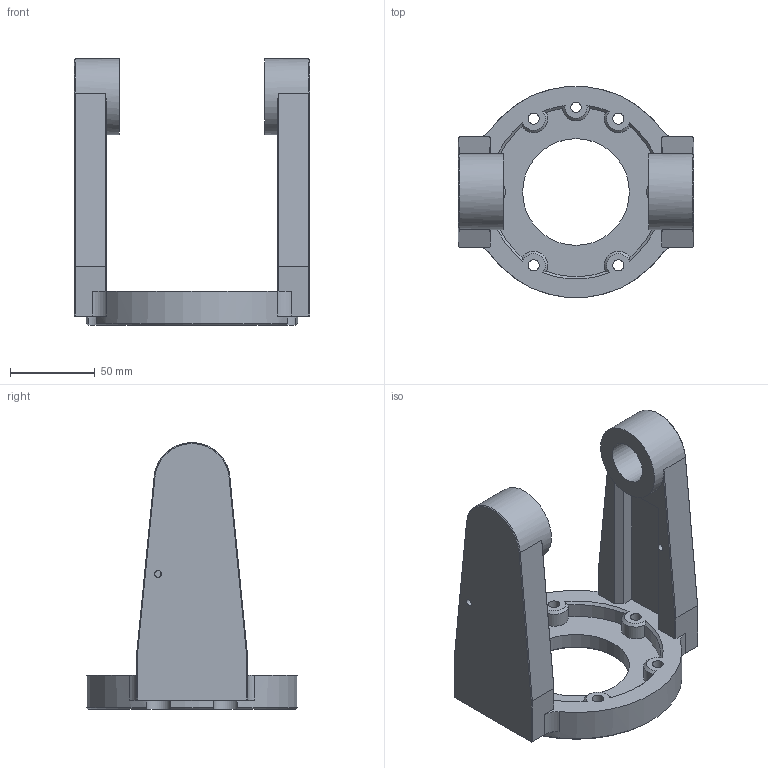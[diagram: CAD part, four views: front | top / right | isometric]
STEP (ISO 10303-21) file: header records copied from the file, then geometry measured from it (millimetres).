
FILE_DESCRIPTION(/* description */ (''),/* implementation_level */ '2;1');
FILE_NAME(/* name */ 'Flansch.STEP',/* time_stamp */ '2020-11-23T19:51:48+01:00',/* author */ ('SUSTRVOJ'),/* organization */ (''),/* preprocessor_version */ 'ST-DEVELOPER v17.2',/* originating_system */ 'Autodesk Inventor 2019',/* authorisation */ '');
FILE_SCHEMA (('AUTOMOTIVE_DESIGN { 1 0 10303 214 3 1 1 }'));
Length unit declared in the file: millimetre
Products named in the file (1): Flansch
Bounding box: 139 x 124.54 x 157.5 mm (x, y, z)
Volume: 383821.4 mm3; surface area: 84204.7 mm2
Topology: 1 solids, 1 shells, 129 faces, 337 edges, 212 vertices
Faces by surface type: plane 62, cylinder 41, cone 26
Full cylindrical faces by diameter (mm): 4 x2, 6 x1, 6.647 x6, 8 x1, 25 x2, 45 x2, 63 x1
Entity records: 4077 total; most frequent: CARTESIAN_POINT 757, DIRECTION 705, ORIENTED_EDGE 674, EDGE_CURVE 337, AXIS2_PLACEMENT_3D 264, VERTEX_POINT 212, LINE 177, VECTOR 177
